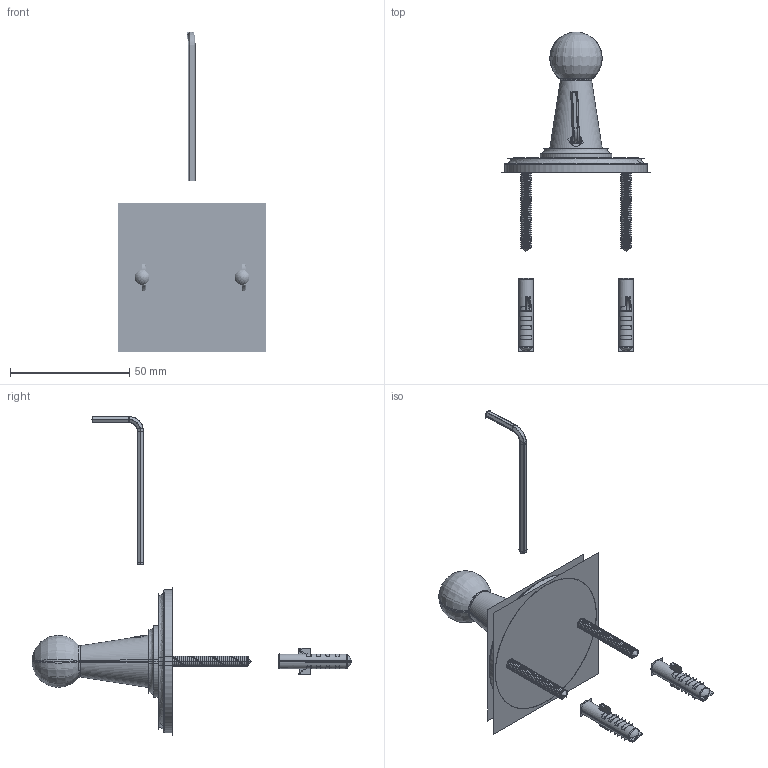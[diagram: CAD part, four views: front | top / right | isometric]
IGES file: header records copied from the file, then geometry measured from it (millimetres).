
Start section:  PTC IGES file: 2004001.igs
Global section: file name: 2004001.igs; native system: Pro/ENGINEER by Parametric Technology Corporation; preprocessor: 2008230; author: Administrator; organization: Unknown; date: 20140607.102715; units: millimetre
Bounding box: 62.4 x 134.32 x 134.11 mm (x, y, z)
Volume: 34645.3 mm3; surface area: 123922.2 mm2
Topology: 8 solids, 9 shells, 1226 faces, 6338 edges, 8033 vertices
Faces by surface type: revolution 724, bspline 502
